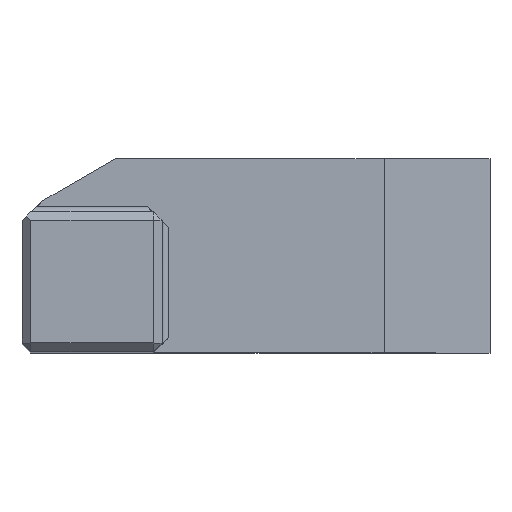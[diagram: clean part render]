
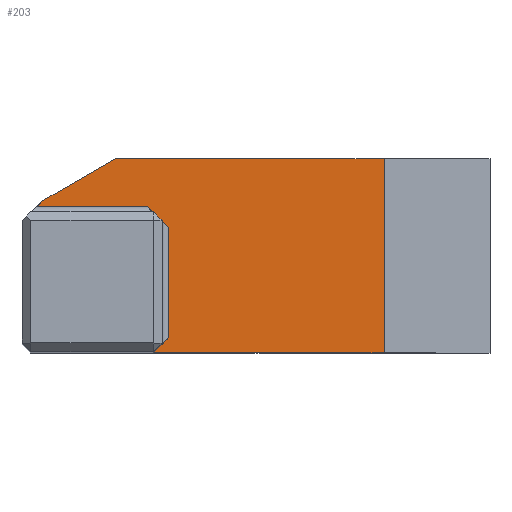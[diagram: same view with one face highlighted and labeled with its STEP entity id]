
A CAD part, top view. The second image highlights one B-rep face of the part: STEP entity #203.
In plain terms, the highlighted planar face has unit normal (0, 0, 1).
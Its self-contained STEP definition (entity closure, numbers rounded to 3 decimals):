
#81=LINE('',#1089,#146);
#82=LINE('',#1092,#147);
#83=LINE('',#1094,#148);
#84=LINE('',#1096,#149);
#85=LINE('',#1098,#150);
#86=LINE('',#1100,#151);
#87=LINE('',#1102,#152);
#88=LINE('',#1104,#153);
#89=LINE('',#1106,#154);
#146=VECTOR('',#816,1.);
#147=VECTOR('',#817,1.);
#148=VECTOR('',#818,1.);
#149=VECTOR('',#819,1.);
#150=VECTOR('',#820,1.);
#151=VECTOR('',#821,1.);
#152=VECTOR('',#822,1.);
#153=VECTOR('',#823,1.);
#154=VECTOR('',#824,1.);
#203=ADVANCED_FACE('',(#260),#233,.F.);
#233=PLANE('',#719);
#260=FACE_OUTER_BOUND('',#295,.T.);
#295=EDGE_LOOP('',(#375,#376,#377,#378,#379,#380,#381,#382,#383));
#375=ORIENTED_EDGE('',*,*,#604,.T.);
#376=ORIENTED_EDGE('',*,*,#605,.T.);
#377=ORIENTED_EDGE('',*,*,#606,.T.);
#378=ORIENTED_EDGE('',*,*,#607,.T.);
#379=ORIENTED_EDGE('',*,*,#608,.T.);
#380=ORIENTED_EDGE('',*,*,#609,.F.);
#381=ORIENTED_EDGE('',*,*,#610,.F.);
#382=ORIENTED_EDGE('',*,*,#611,.F.);
#383=ORIENTED_EDGE('',*,*,#612,.T.);
#538=VERTEX_POINT('',#1090);
#539=VERTEX_POINT('',#1091);
#540=VERTEX_POINT('',#1093);
#541=VERTEX_POINT('',#1095);
#542=VERTEX_POINT('',#1097);
#543=VERTEX_POINT('',#1099);
#544=VERTEX_POINT('',#1101);
#545=VERTEX_POINT('',#1103);
#546=VERTEX_POINT('',#1105);
#604=EDGE_CURVE('',#538,#539,#81,.T.);
#605=EDGE_CURVE('',#539,#540,#82,.T.);
#606=EDGE_CURVE('',#540,#541,#83,.T.);
#607=EDGE_CURVE('',#541,#542,#84,.T.);
#608=EDGE_CURVE('',#542,#543,#85,.T.);
#609=EDGE_CURVE('',#544,#543,#86,.T.);
#610=EDGE_CURVE('',#545,#544,#87,.T.);
#611=EDGE_CURVE('',#546,#545,#88,.T.);
#612=EDGE_CURVE('',#546,#538,#89,.T.);
#719=AXIS2_PLACEMENT_3D('',#1107,#825,#826);
#816=DIRECTION('',(0.707,-0.707,0.));
#817=DIRECTION('',(0.,-1.,0.));
#818=DIRECTION('',(-0.707,-0.707,0.));
#819=DIRECTION('',(1.,0.,0.));
#820=DIRECTION('',(0.,1.,0.));
#821=DIRECTION('',(1.,0.,0.));
#822=DIRECTION('',(0.866,0.5,0.));
#823=DIRECTION('',(0.707,0.707,0.));
#824=DIRECTION('',(1.,0.,0.));
#825=DIRECTION('',(0.,0.,-1.));
#826=DIRECTION('',(0.,1.,0.));
#1089=CARTESIAN_POINT('',(7.438,23.313,-70.));
#1090=CARTESIAN_POINT('',(14.175,16.575,-70.));
#1091=CARTESIAN_POINT('',(16.575,14.175,-70.));
#1092=CARTESIAN_POINT('',(16.575,1.,-70.));
#1093=CARTESIAN_POINT('',(16.575,1.7,-70.));
#1094=CARTESIAN_POINT('',(15.375,0.5,-70.));
#1095=CARTESIAN_POINT('',(14.875,0.,-70.));
#1096=CARTESIAN_POINT('',(41.,0.,-70.));
#1097=CARTESIAN_POINT('',(41.,0.,-70.));
#1098=CARTESIAN_POINT('',(41.,-101.186,-70.));
#1099=CARTESIAN_POINT('',(41.,22.,-70.));
#1100=CARTESIAN_POINT('',(0.,22.,-70.));
#1101=CARTESIAN_POINT('',(10.609,22.,-70.));
#1102=CARTESIAN_POINT('',(0.,15.875,-70.));
#1103=CARTESIAN_POINT('',(2.366,17.241,-70.));
#1104=CARTESIAN_POINT('',(0.5,15.375,-70.));
#1105=CARTESIAN_POINT('',(1.7,16.575,-70.));
#1106=CARTESIAN_POINT('',(14.875,16.575,-70.));
#1107=CARTESIAN_POINT('',(0.,15.875,-70.));
